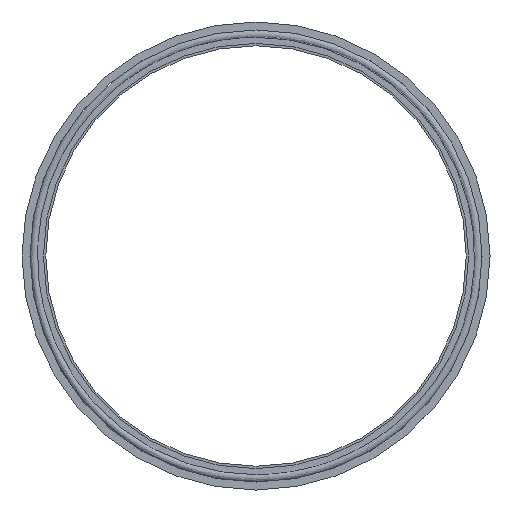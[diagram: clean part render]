
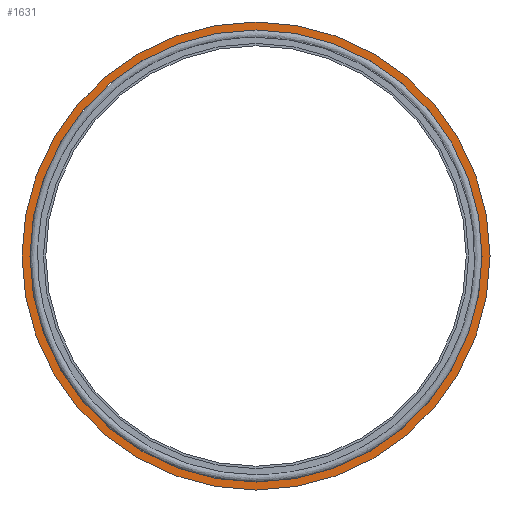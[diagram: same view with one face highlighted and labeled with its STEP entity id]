
A CAD part, left-side view. The second image highlights one B-rep face of the part: STEP entity #1631.
In plain terms, the highlighted planar face has unit normal (-1, 0, 0).
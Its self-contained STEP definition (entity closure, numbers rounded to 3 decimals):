
#31 = VERTEX_POINT ( 'NONE', #1026 ) ;
#37 = FACE_OUTER_BOUND ( 'NONE', #806, .T. ) ;
#64 = CARTESIAN_POINT ( 'NONE',  ( 2.05, 0., 0. ) ) ;
#196 = PLANE ( 'NONE',  #519 ) ;
#340 = CARTESIAN_POINT ( 'NONE',  ( 2.05, 0., 0. ) ) ;
#389 = FACE_BOUND ( 'NONE', #1094, .T. ) ;
#519 = AXIS2_PLACEMENT_3D ( 'NONE', #767, #1611, #1335 ) ;
#666 = VERTEX_POINT ( 'NONE', #1459 ) ;
#767 = CARTESIAN_POINT ( 'NONE',  ( 2.05, 143.3, 0. ) ) ;
#806 = EDGE_LOOP ( 'NONE', ( #1672 ) ) ;
#822 = DIRECTION ( 'NONE',  ( 0., 0., 1. ) ) ;
#831 = EDGE_CURVE ( 'NONE', #31, #31, #1009, .T. ) ;
#917 = DIRECTION ( 'NONE',  ( 1., 0., 0. ) ) ;
#1009 = CIRCLE ( 'NONE', #1840, 143.3 ) ;
#1026 = CARTESIAN_POINT ( 'NONE',  ( 2.05, 0., 143.3 ) ) ;
#1045 = DIRECTION ( 'NONE',  ( 0., 0., 1. ) ) ;
#1094 = EDGE_LOOP ( 'NONE', ( #1426 ) ) ;
#1214 = AXIS2_PLACEMENT_3D ( 'NONE', #340, #917, #1045 ) ;
#1246 = DIRECTION ( 'NONE',  ( 1., 0., 0. ) ) ;
#1335 = DIRECTION ( 'NONE',  ( 0., 0., -1. ) ) ;
#1426 = ORIENTED_EDGE ( 'NONE', *, *, #1573, .T. ) ;
#1459 = CARTESIAN_POINT ( 'NONE',  ( 2.05, 0., 138.405 ) ) ;
#1573 = EDGE_CURVE ( 'NONE', #666, #666, #1591, .T. ) ;
#1591 = CIRCLE ( 'NONE', #1214, 138.405 ) ;
#1611 = DIRECTION ( 'NONE',  ( 1., 0., 0. ) ) ;
#1631 = ADVANCED_FACE ( 'NONE', ( #37, #389 ), #196, .F. ) ;
#1672 = ORIENTED_EDGE ( 'NONE', *, *, #831, .F. ) ;
#1840 = AXIS2_PLACEMENT_3D ( 'NONE', #64, #1246, #822 ) ;
